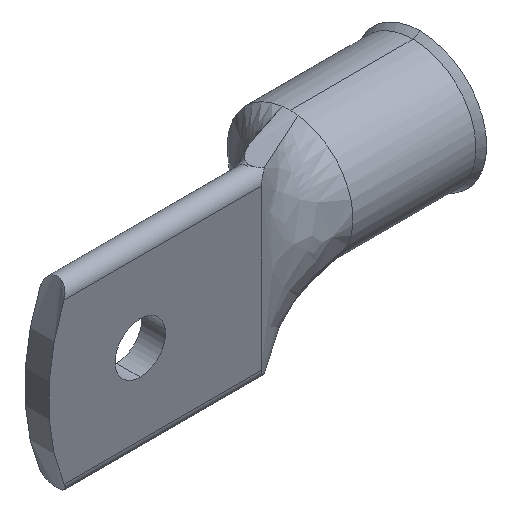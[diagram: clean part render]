
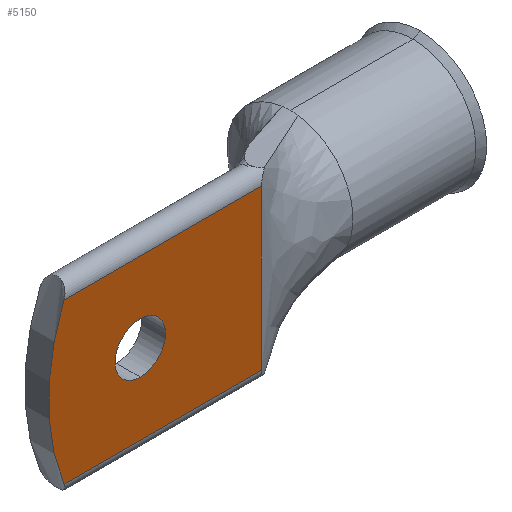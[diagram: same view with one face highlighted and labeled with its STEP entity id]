
A CAD part, isometric view. The second image highlights one B-rep face of the part: STEP entity #5150.
In plain terms, the highlighted planar face has unit normal (0, -1, 0).
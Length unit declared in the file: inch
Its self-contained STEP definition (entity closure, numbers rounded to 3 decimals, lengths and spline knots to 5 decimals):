
#57 = EDGE_CURVE ( 'NONE', #3987, #4502, #5129, .T. ) ;
#98 = PLANE ( 'NONE',  #630 ) ;
#219 = CIRCLE ( 'NONE', #3969, 1.15979 ) ;
#241 = ORIENTED_EDGE ( 'NONE', *, *, #2179, .T. ) ;
#317 = CARTESIAN_POINT ( 'NONE',  ( -0.49533, -0.065, 0.435 ) ) ;
#378 = DIRECTION ( 'NONE',  ( 0., 0., -1. ) ) ;
#496 = FACE_OUTER_BOUND ( 'NONE', #3130, .T. ) ;
#502 = CARTESIAN_POINT ( 'NONE',  ( 0.58, -0.065, 0.435 ) ) ;
#522 = CARTESIAN_POINT ( 'NONE',  ( 0.57979, -0.065, 0. ) ) ;
#550 = FACE_BOUND ( 'NONE', #3339, .T. ) ;
#630 = AXIS2_PLACEMENT_3D ( 'NONE', #522, #912, #2094 ) ;
#741 = CARTESIAN_POINT ( 'NONE',  ( 0.58, -0.065, 0. ) ) ;
#912 = DIRECTION ( 'NONE',  ( 0., -1., 0. ) ) ;
#952 = VECTOR ( 'NONE', #1080, 39.37008 ) ;
#1080 = DIRECTION ( 'NONE',  ( 0., 0., 1. ) ) ;
#1178 = DIRECTION ( 'NONE',  ( 0., -1., 0. ) ) ;
#1306 = AXIS2_PLACEMENT_3D ( 'NONE', #2879, #2078, #378 ) ;
#1362 = VERTEX_POINT ( 'NONE', #1892 ) ;
#1396 = CIRCLE ( 'NONE', #1306, 0.1375 ) ;
#1470 = DIRECTION ( 'NONE',  ( 0., 0., -1. ) ) ;
#1498 = CARTESIAN_POINT ( 'NONE',  ( -0.49533, -0.065, 0.435 ) ) ;
#1522 = DIRECTION ( 'NONE',  ( -1., 0., 0. ) ) ;
#1550 = VERTEX_POINT ( 'NONE', #4962 ) ;
#1669 = DIRECTION ( 'NONE',  ( 0., 0., -1. ) ) ;
#1846 = ORIENTED_EDGE ( 'NONE', *, *, #2070, .F. ) ;
#1892 = CARTESIAN_POINT ( 'NONE',  ( -0.08, -0.065, 0.1375 ) ) ;
#1955 = EDGE_CURVE ( 'NONE', #4502, #4456, #219, .T. ) ;
#2070 = EDGE_CURVE ( 'NONE', #1362, #3651, #3804, .T. ) ;
#2078 = DIRECTION ( 'NONE',  ( 0., -1., 0. ) ) ;
#2094 = DIRECTION ( 'NONE',  ( 0., 0., -1. ) ) ;
#2179 = EDGE_CURVE ( 'NONE', #4456, #1550, #3154, .T. ) ;
#2205 = CARTESIAN_POINT ( 'NONE',  ( 0.57979, -0.065, 0. ) ) ;
#2353 = CARTESIAN_POINT ( 'NONE',  ( 0.57979, -0.065, -0.435 ) ) ;
#2623 = EDGE_CURVE ( 'NONE', #3651, #1362, #1396, .T. ) ;
#2718 = DIRECTION ( 'NONE',  ( 1., 0., 0. ) ) ;
#2724 = VECTOR ( 'NONE', #2718, 39.37008 ) ;
#2788 = ORIENTED_EDGE ( 'NONE', *, *, #1955, .T. ) ;
#2879 = CARTESIAN_POINT ( 'NONE',  ( -0.08, -0.065, 0. ) ) ;
#3130 = EDGE_LOOP ( 'NONE', ( #2788, #241, #3228, #3578 ) ) ;
#3154 = LINE ( 'NONE', #2353, #2724 ) ;
#3228 = ORIENTED_EDGE ( 'NONE', *, *, #4643, .T. ) ;
#3339 = EDGE_LOOP ( 'NONE', ( #1846, #4121 ) ) ;
#3502 = CARTESIAN_POINT ( 'NONE',  ( -0.49533, -0.065, -0.435 ) ) ;
#3578 = ORIENTED_EDGE ( 'NONE', *, *, #57, .T. ) ;
#3633 = CARTESIAN_POINT ( 'NONE',  ( -0.08, -0.065, -0.1375 ) ) ;
#3651 = VERTEX_POINT ( 'NONE', #3633 ) ;
#3787 = DIRECTION ( 'NONE',  ( 0., -1., 0. ) ) ;
#3804 = CIRCLE ( 'NONE', #3962, 0.1375 ) ;
#3962 = AXIS2_PLACEMENT_3D ( 'NONE', #4687, #1178, #1669 ) ;
#3969 = AXIS2_PLACEMENT_3D ( 'NONE', #2205, #3787, #1470 ) ;
#3987 = VERTEX_POINT ( 'NONE', #502 ) ;
#4121 = ORIENTED_EDGE ( 'NONE', *, *, #2623, .F. ) ;
#4232 = LINE ( 'NONE', #741, #952 ) ;
#4456 = VERTEX_POINT ( 'NONE', #3502 ) ;
#4502 = VERTEX_POINT ( 'NONE', #1498 ) ;
#4629 = VECTOR ( 'NONE', #1522, 39.37008 ) ;
#4643 = EDGE_CURVE ( 'NONE', #1550, #3987, #4232, .T. ) ;
#4687 = CARTESIAN_POINT ( 'NONE',  ( -0.08, -0.065, 0. ) ) ;
#4962 = CARTESIAN_POINT ( 'NONE',  ( 0.58, -0.065, -0.435 ) ) ;
#5129 = LINE ( 'NONE', #317, #4629 ) ;
#5150 = ADVANCED_FACE ( 'NONE', ( #550, #496 ), #98, .T. ) ;
